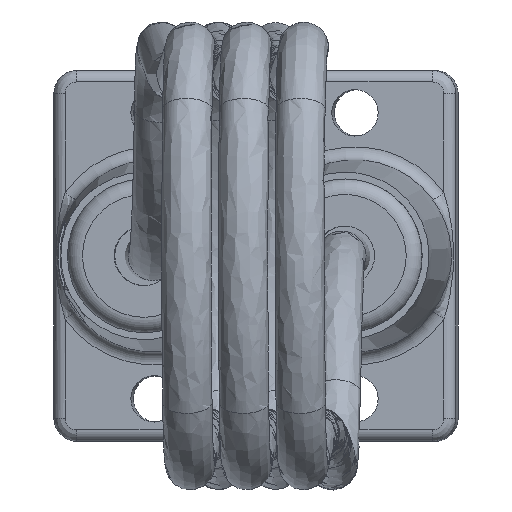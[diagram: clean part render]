
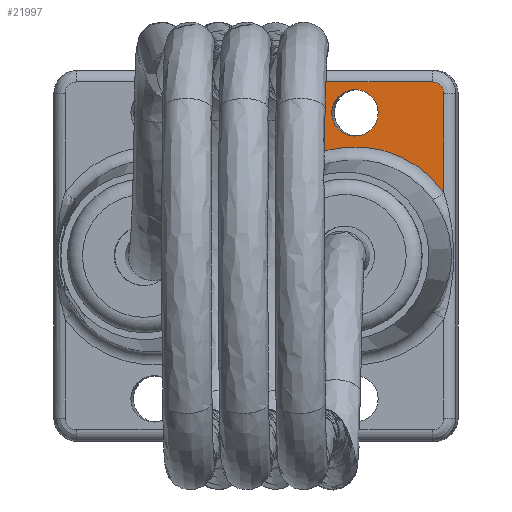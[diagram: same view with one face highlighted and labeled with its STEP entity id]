
A CAD part, front view. The second image highlights one B-rep face of the part: STEP entity #21997.
In plain terms, the highlighted face is planar.
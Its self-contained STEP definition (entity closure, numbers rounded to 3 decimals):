
#230=FACE_BOUND('',#3732,.T.);
#1044=PLANE('',#23135);
#1265=CIRCLE('',#23110,14.122);
#1275=CIRCLE('',#23124,1.5);
#1283=CIRCLE('',#23134,1.5);
#1284=CIRCLE('',#23136,3.);
#2457=FACE_OUTER_BOUND('',#3731,.T.);
#3731=EDGE_LOOP('',(#20553,#20554,#20555,#20556,#20557,#20558));
#3732=EDGE_LOOP('',(#20559));
#6132=LINE('',#45596,#8533);
#6135=LINE('',#45613,#8536);
#6138=LINE('',#45658,#8539);
#8533=VECTOR('',#27742,12.803);
#8536=VECTOR('',#27759,20.);
#8539=VECTOR('',#27782,12.803);
#11134=VERTEX_POINT('',#45489);
#11135=VERTEX_POINT('',#45561);
#11140=VERTEX_POINT('',#45594);
#11146=VERTEX_POINT('',#45610);
#11147=VERTEX_POINT('',#45612);
#11152=VERTEX_POINT('',#45657);
#11154=VERTEX_POINT('',#45674);
#14266=EDGE_CURVE('',#11135,#11134,#1265,.T.);
#14272=EDGE_CURVE('',#11140,#11135,#6132,.T.);
#14279=EDGE_CURVE('',#11146,#11147,#6135,.T.);
#14283=EDGE_CURVE('',#11147,#11140,#1275,.T.);
#14290=EDGE_CURVE('',#11134,#11152,#6138,.T.);
#14294=EDGE_CURVE('',#11152,#11146,#1283,.T.);
#14295=EDGE_CURVE('',#11154,#11154,#1284,.T.);
#20553=ORIENTED_EDGE('',*,*,#14266,.F.);
#20554=ORIENTED_EDGE('',*,*,#14272,.F.);
#20555=ORIENTED_EDGE('',*,*,#14283,.F.);
#20556=ORIENTED_EDGE('',*,*,#14279,.F.);
#20557=ORIENTED_EDGE('',*,*,#14294,.F.);
#20558=ORIENTED_EDGE('',*,*,#14290,.F.);
#20559=ORIENTED_EDGE('',*,*,#14295,.T.);
#21997=ADVANCED_FACE('',(#2457,#230),#1044,.T.);
#23110=AXIS2_PLACEMENT_3D('',#45585,#27730,#27731);
#23124=AXIS2_PLACEMENT_3D('',#45627,#27765,#27766);
#23134=AXIS2_PLACEMENT_3D('',#45672,#27788,#27789);
#23135=AXIS2_PLACEMENT_3D('',#45673,#27790,#27791);
#23136=AXIS2_PLACEMENT_3D('',#45675,#27792,#27793);
#27730=DIRECTION('center_axis',(0.,0.,1.));
#27731=DIRECTION('ref_axis',(-0.814,0.58,0.));
#27742=DIRECTION('',(0.,1.,0.));
#27759=DIRECTION('',(-1.,0.,0.));
#27765=DIRECTION('center_axis',(0.,0.,-1.));
#27766=DIRECTION('ref_axis',(-0.707,-0.707,0.));
#27782=DIRECTION('',(0.,-1.,0.));
#27788=DIRECTION('center_axis',(0.,0.,-1.));
#27789=DIRECTION('ref_axis',(0.707,-0.707,0.));
#27790=DIRECTION('center_axis',(0.,0.,1.));
#27791=DIRECTION('ref_axis',(1.,0.,0.));
#27792=DIRECTION('center_axis',(0.,0.,-1.));
#27793=DIRECTION('ref_axis',(1.,0.,0.));
#45489=CARTESIAN_POINT('',(-8.711,4.508,0.));
#45561=CARTESIAN_POINT('',(-31.711,4.508,0.));
#45585=CARTESIAN_POINT('Origin',(-20.211,12.705,0.));
#45594=CARTESIAN_POINT('',(-31.711,-8.295,0.));
#45596=CARTESIAN_POINT('',(-31.711,23.205,0.));
#45610=CARTESIAN_POINT('',(-10.211,-9.795,0.));
#45612=CARTESIAN_POINT('',(-30.211,-9.795,0.));
#45613=CARTESIAN_POINT('',(-25.211,-9.795,0.));
#45627=CARTESIAN_POINT('Origin',(-30.211,-8.295,0.));
#45657=CARTESIAN_POINT('',(-8.711,-8.295,0.));
#45658=CARTESIAN_POINT('',(-8.711,2.205,0.));
#45672=CARTESIAN_POINT('Origin',(-10.211,-8.295,0.));
#45673=CARTESIAN_POINT('Origin',(-20.211,12.705,0.));
#45674=CARTESIAN_POINT('',(-17.211,-5.795,0.));
#45675=CARTESIAN_POINT('Origin',(-20.211,-5.795,0.));
